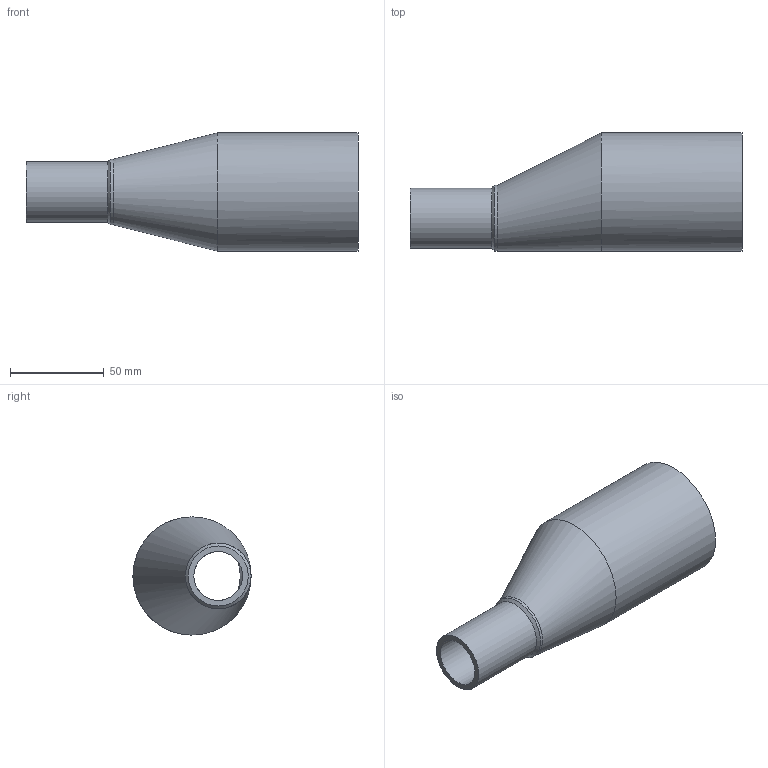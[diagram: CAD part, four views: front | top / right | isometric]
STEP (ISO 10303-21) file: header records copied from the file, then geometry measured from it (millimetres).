
FILE_DESCRIPTION (( 'STEP AP203' ), '1' );
FILE_NAME ('581230249.STEP', '2017-07-31T17:23:01', ( '' ), ( '' ), 'SwSTEP 2.0', 'SolidWorks 2017', '' );
FILE_SCHEMA (( 'CONFIG_CONTROL_DESIGN' ));
Length unit declared in the file: inch
Products named in the file (1): 581230249
Bounding box: 177 x 63 x 63 mm (x, y, z)
Volume: 131111 mm3; surface area: 52784.7 mm2
Topology: 1 solids, 1 shells, 10 faces, 31 edges, 23 vertices
Faces by surface type: cylinder 5, plane 2, bspline 2, cone 1
Full cylindrical faces by diameter (mm): 26 x1, 32 x1, 35 x1, 51.4 x1, 63 x1
Entity records: 2447 total; most frequent: CARTESIAN_POINT 2149, ORIENTED_EDGE 44, DIRECTION 30, VERTEX_POINT 22, EDGE_CURVE 22, EDGE_LOOP 20, FACE_OUTER_BOUND 17, B_SPLINE_CURVE_WITH_KNOTS 16
